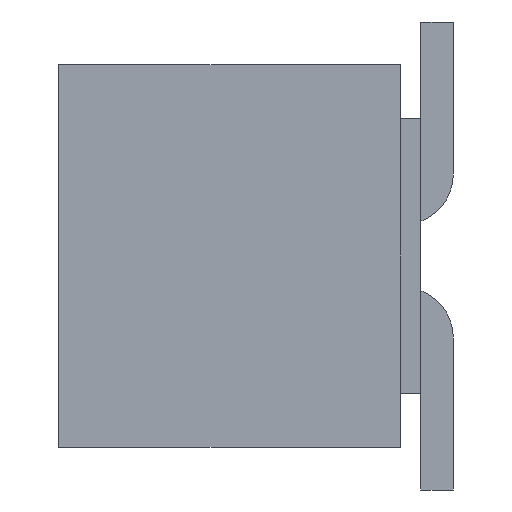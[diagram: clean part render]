
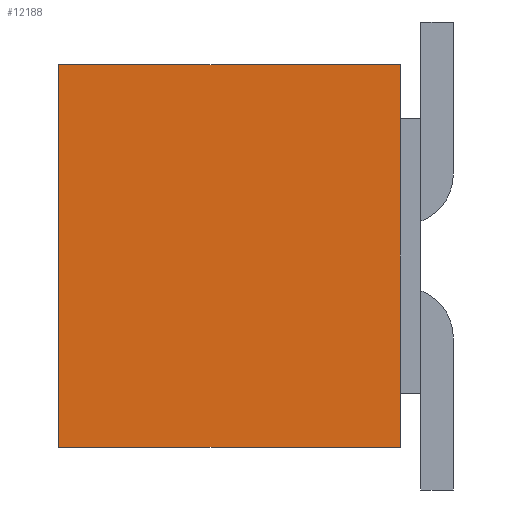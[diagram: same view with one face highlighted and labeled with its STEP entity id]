
A CAD part, left-side view. The second image highlights one B-rep face of the part: STEP entity #12188.
In plain terms, the highlighted planar face has unit normal (-1, 0, 0).
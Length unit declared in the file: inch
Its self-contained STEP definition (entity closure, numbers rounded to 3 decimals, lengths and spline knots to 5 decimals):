
#183 = CARTESIAN_POINT ( 'NONE',  ( -0.3005, 0.01, -0.094 ) ) ;
#485 = DIRECTION ( 'NONE',  ( 0., 0., -1. ) ) ;
#487 = CARTESIAN_POINT ( 'NONE',  ( -0.3005, 0.178, 0.094 ) ) ;
#946 = EDGE_CURVE ( 'NONE', #3982, #3834, #2722, .T. ) ;
#1331 = EDGE_CURVE ( 'NONE', #4034, #3982, #3124, .T. ) ;
#1626 = EDGE_CURVE ( 'NONE', #4039, #3834, #7474, .T. ) ;
#1664 = AXIS2_PLACEMENT_3D ( 'NONE', #10640, #10628, #10627 ) ;
#2608 = EDGE_CURVE ( 'NONE', #4034, #4039, #8066, .T. ) ;
#2722 = LINE ( 'NONE', #10531, #2727 ) ;
#2727 = VECTOR ( 'NONE', #10562, 39.37008 ) ;
#3117 = VECTOR ( 'NONE', #5169, 39.37008 ) ;
#3124 = LINE ( 'NONE', #5171, #3117 ) ;
#3834 = VERTEX_POINT ( 'NONE', #183 ) ;
#3982 = VERTEX_POINT ( 'NONE', #5719 ) ;
#4034 = VERTEX_POINT ( 'NONE', #6116 ) ;
#4039 = VERTEX_POINT ( 'NONE', #6109 ) ;
#4437 = EDGE_LOOP ( 'NONE', ( #9032, #9034, #9029, #9036 ) ) ;
#5169 = DIRECTION ( 'NONE',  ( 0., -1., 0. ) ) ;
#5171 = CARTESIAN_POINT ( 'NONE',  ( -0.3005, 0.178, 0.094 ) ) ;
#5719 = CARTESIAN_POINT ( 'NONE',  ( -0.3005, 0.01, 0.094 ) ) ;
#6109 = CARTESIAN_POINT ( 'NONE',  ( -0.3005, 0.178, -0.094 ) ) ;
#6116 = CARTESIAN_POINT ( 'NONE',  ( -0.3005, 0.178, 0.094 ) ) ;
#7150 = FACE_OUTER_BOUND ( 'NONE', #4437, .T. ) ;
#7471 = VECTOR ( 'NONE', #11175, 39.37008 ) ;
#7474 = LINE ( 'NONE', #11177, #7471 ) ;
#8066 = LINE ( 'NONE', #487, #8077 ) ;
#8077 = VECTOR ( 'NONE', #485, 39.37008 ) ;
#9029 = ORIENTED_EDGE ( 'NONE', *, *, #2608, .T. ) ;
#9032 = ORIENTED_EDGE ( 'NONE', *, *, #946, .F. ) ;
#9034 = ORIENTED_EDGE ( 'NONE', *, *, #1331, .F. ) ;
#9036 = ORIENTED_EDGE ( 'NONE', *, *, #1626, .T. ) ;
#10531 = CARTESIAN_POINT ( 'NONE',  ( -0.3005, 0.01, 0.094 ) ) ;
#10562 = DIRECTION ( 'NONE',  ( 0., 0., -1. ) ) ;
#10627 = DIRECTION ( 'NONE',  ( 0., 0., 1. ) ) ;
#10628 = DIRECTION ( 'NONE',  ( -1., 0., 0. ) ) ;
#10631 = PLANE ( 'NONE',  #1664 ) ;
#10640 = CARTESIAN_POINT ( 'NONE',  ( -0.3005, 0.178, 0.094 ) ) ;
#11175 = DIRECTION ( 'NONE',  ( 0., -1., 0. ) ) ;
#11177 = CARTESIAN_POINT ( 'NONE',  ( -0.3005, 0.178, -0.094 ) ) ;
#12188 = ADVANCED_FACE ( 'NONE', ( #7150 ), #10631, .T. ) ;
